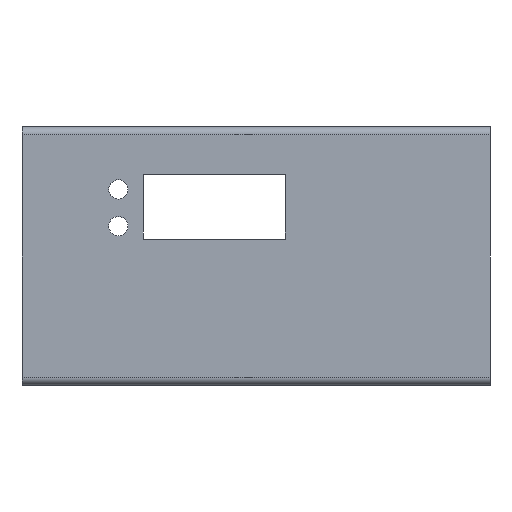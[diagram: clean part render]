
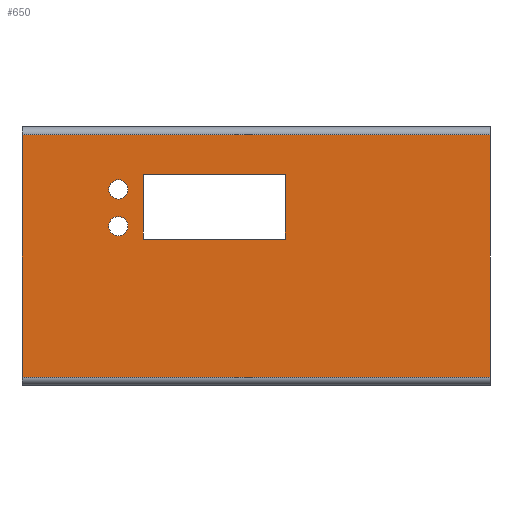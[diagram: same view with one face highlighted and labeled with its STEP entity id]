
A CAD part, front view. The second image highlights one B-rep face of the part: STEP entity #650.
In plain terms, the highlighted planar face has unit normal (0, -1, 0).
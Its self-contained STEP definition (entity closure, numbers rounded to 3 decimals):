
#18 = DIRECTION ( 'NONE',  ( 1., 0., 0. ) ) ;
#19 = EDGE_CURVE ( 'NONE', #1002, #645, #1228, .T. ) ;
#24 = DIRECTION ( 'NONE',  ( 0., 0., -1. ) ) ;
#34 = DIRECTION ( 'NONE',  ( 0., -1., 0. ) ) ;
#53 = EDGE_CURVE ( 'NONE', #409, #801, #320, .T. ) ;
#95 = CARTESIAN_POINT ( 'NONE',  ( -51., -1.2, -26.4 ) ) ;
#96 = VECTOR ( 'NONE', #949, 1000. ) ;
#154 = PLANE ( 'NONE',  #714 ) ;
#195 = CARTESIAN_POINT ( 'NONE',  ( 6.4, -1.2, 3.7 ) ) ;
#209 = VECTOR ( 'NONE', #579, 1000. ) ;
#219 = CARTESIAN_POINT ( 'NONE',  ( -30., -1.2, 14.5 ) ) ;
#224 = VERTEX_POINT ( 'NONE', #948 ) ;
#255 = VECTOR ( 'NONE', #380, 1000. ) ;
#267 = EDGE_CURVE ( 'NONE', #801, #1535, #1177, .T. ) ;
#278 = DIRECTION ( 'NONE',  ( 0., 0., -1. ) ) ;
#282 = EDGE_LOOP ( 'NONE', ( #511, #537 ) ) ;
#307 = CARTESIAN_POINT ( 'NONE',  ( -51., -1.2, 26.4 ) ) ;
#320 = LINE ( 'NONE', #427, #1418 ) ;
#336 = LINE ( 'NONE', #95, #952 ) ;
#350 = DIRECTION ( 'NONE',  ( 0., 0., -1. ) ) ;
#366 = ORIENTED_EDGE ( 'NONE', *, *, #996, .T. ) ;
#368 = LINE ( 'NONE', #631, #209 ) ;
#374 = EDGE_CURVE ( 'NONE', #1130, #624, #560, .T. ) ;
#380 = DIRECTION ( 'NONE',  ( 0., 0., 1. ) ) ;
#383 = VERTEX_POINT ( 'NONE', #982 ) ;
#409 = VERTEX_POINT ( 'NONE', #1237 ) ;
#419 = CARTESIAN_POINT ( 'NONE',  ( 6.4, -1.2, 3.7 ) ) ;
#427 = CARTESIAN_POINT ( 'NONE',  ( 6.4, -1.2, 17.7 ) ) ;
#444 = EDGE_LOOP ( 'NONE', ( #1329, #648, #1402, #1308 ) ) ;
#463 = CARTESIAN_POINT ( 'NONE',  ( -24.6, -1.2, 3.7 ) ) ;
#471 = EDGE_CURVE ( 'NONE', #898, #224, #368, .T. ) ;
#489 = CARTESIAN_POINT ( 'NONE',  ( -24.6, -1.2, 3.7 ) ) ;
#492 = VERTEX_POINT ( 'NONE', #307 ) ;
#508 = FACE_OUTER_BOUND ( 'NONE', #1423, .T. ) ;
#510 = DIRECTION ( 'NONE',  ( 0., -1., 0. ) ) ;
#511 = ORIENTED_EDGE ( 'NONE', *, *, #374, .F. ) ;
#535 = ORIENTED_EDGE ( 'NONE', *, *, #601, .T. ) ;
#537 = ORIENTED_EDGE ( 'NONE', *, *, #1501, .F. ) ;
#543 = EDGE_CURVE ( 'NONE', #1420, #409, #793, .T. ) ;
#548 = DIRECTION ( 'NONE',  ( -1., 0., 0. ) ) ;
#554 = CIRCLE ( 'NONE', #1332, 2.1 ) ;
#560 = CIRCLE ( 'NONE', #1219, 2.1 ) ;
#561 = ORIENTED_EDGE ( 'NONE', *, *, #19, .F. ) ;
#579 = DIRECTION ( 'NONE',  ( 0., 0., -1. ) ) ;
#585 = EDGE_CURVE ( 'NONE', #645, #1002, #554, .T. ) ;
#590 = DIRECTION ( 'NONE',  ( 1., 0., 0. ) ) ;
#592 = ORIENTED_EDGE ( 'NONE', *, *, #585, .F. ) ;
#601 = EDGE_CURVE ( 'NONE', #898, #492, #1488, .T. ) ;
#611 = AXIS2_PLACEMENT_3D ( 'NONE', #763, #34, #1029 ) ;
#623 = EDGE_CURVE ( 'NONE', #1535, #1420, #791, .T. ) ;
#624 = VERTEX_POINT ( 'NONE', #1023 ) ;
#626 = DIRECTION ( 'NONE',  ( -1., 0., 0. ) ) ;
#631 = CARTESIAN_POINT ( 'NONE',  ( 51., -1.2, 27. ) ) ;
#645 = VERTEX_POINT ( 'NONE', #1255 ) ;
#648 = ORIENTED_EDGE ( 'NONE', *, *, #53, .F. ) ;
#650 = ADVANCED_FACE ( 'NONE', ( #974, #1142, #653, #508 ), #154, .T. ) ;
#653 = FACE_BOUND ( 'NONE', #282, .T. ) ;
#714 = AXIS2_PLACEMENT_3D ( 'NONE', #1016, #510, #278 ) ;
#763 = CARTESIAN_POINT ( 'NONE',  ( -30., -1.2, 6.5 ) ) ;
#791 = LINE ( 'NONE', #419, #1371 ) ;
#793 = LINE ( 'NONE', #1234, #255 ) ;
#801 = VERTEX_POINT ( 'NONE', #1278 ) ;
#820 = CARTESIAN_POINT ( 'NONE',  ( -51., -1.2, 27. ) ) ;
#840 = CARTESIAN_POINT ( 'NONE',  ( -30., -1.2, 14.5 ) ) ;
#850 = CARTESIAN_POINT ( 'NONE',  ( 51., -1.2, 26.4 ) ) ;
#864 = VECTOR ( 'NONE', #1444, 1000. ) ;
#898 = VERTEX_POINT ( 'NONE', #1430 ) ;
#905 = EDGE_CURVE ( 'NONE', #383, #492, #1300, .T. ) ;
#941 = ORIENTED_EDGE ( 'NONE', *, *, #471, .F. ) ;
#948 = CARTESIAN_POINT ( 'NONE',  ( 51., -1.2, -26.4 ) ) ;
#949 = DIRECTION ( 'NONE',  ( 0., 0., 1. ) ) ;
#952 = VECTOR ( 'NONE', #590, 1000. ) ;
#974 = FACE_BOUND ( 'NONE', #444, .T. ) ;
#982 = CARTESIAN_POINT ( 'NONE',  ( -51., -1.2, -26.4 ) ) ;
#986 = CARTESIAN_POINT ( 'NONE',  ( -30., -1.2, 8.6 ) ) ;
#996 = EDGE_CURVE ( 'NONE', #383, #224, #336, .T. ) ;
#1002 = VERTEX_POINT ( 'NONE', #986 ) ;
#1016 = CARTESIAN_POINT ( 'NONE',  ( 0., -1.2, 0. ) ) ;
#1023 = CARTESIAN_POINT ( 'NONE',  ( -30., -1.2, 16.6 ) ) ;
#1029 = DIRECTION ( 'NONE',  ( 0., 0., -1. ) ) ;
#1049 = CIRCLE ( 'NONE', #1286, 2.1 ) ;
#1099 = DIRECTION ( 'NONE',  ( 0., 0., -1. ) ) ;
#1104 = DIRECTION ( 'NONE',  ( 0., -1., 0. ) ) ;
#1130 = VERTEX_POINT ( 'NONE', #1245 ) ;
#1142 = FACE_BOUND ( 'NONE', #1435, .T. ) ;
#1177 = LINE ( 'NONE', #463, #864 ) ;
#1207 = ORIENTED_EDGE ( 'NONE', *, *, #905, .F. ) ;
#1219 = AXIS2_PLACEMENT_3D ( 'NONE', #840, #1226, #1099 ) ;
#1225 = CARTESIAN_POINT ( 'NONE',  ( -30., -1.2, 6.5 ) ) ;
#1226 = DIRECTION ( 'NONE',  ( 0., -1., 0. ) ) ;
#1228 = CIRCLE ( 'NONE', #611, 2.1 ) ;
#1234 = CARTESIAN_POINT ( 'NONE',  ( 6.4, -1.2, 3.7 ) ) ;
#1237 = CARTESIAN_POINT ( 'NONE',  ( 6.4, -1.2, 17.7 ) ) ;
#1245 = CARTESIAN_POINT ( 'NONE',  ( -30., -1.2, 12.4 ) ) ;
#1255 = CARTESIAN_POINT ( 'NONE',  ( -30., -1.2, 4.4 ) ) ;
#1278 = CARTESIAN_POINT ( 'NONE',  ( -24.6, -1.2, 17.7 ) ) ;
#1286 = AXIS2_PLACEMENT_3D ( 'NONE', #219, #1104, #350 ) ;
#1300 = LINE ( 'NONE', #820, #96 ) ;
#1308 = ORIENTED_EDGE ( 'NONE', *, *, #623, .F. ) ;
#1329 = ORIENTED_EDGE ( 'NONE', *, *, #267, .F. ) ;
#1332 = AXIS2_PLACEMENT_3D ( 'NONE', #1225, #1348, #24 ) ;
#1348 = DIRECTION ( 'NONE',  ( 0., -1., 0. ) ) ;
#1371 = VECTOR ( 'NONE', #18, 1000. ) ;
#1402 = ORIENTED_EDGE ( 'NONE', *, *, #543, .F. ) ;
#1418 = VECTOR ( 'NONE', #548, 1000. ) ;
#1420 = VERTEX_POINT ( 'NONE', #195 ) ;
#1423 = EDGE_LOOP ( 'NONE', ( #1207, #366, #941, #535 ) ) ;
#1430 = CARTESIAN_POINT ( 'NONE',  ( 51., -1.2, 26.4 ) ) ;
#1435 = EDGE_LOOP ( 'NONE', ( #592, #561 ) ) ;
#1444 = DIRECTION ( 'NONE',  ( 0., 0., -1. ) ) ;
#1488 = LINE ( 'NONE', #850, #1576 ) ;
#1501 = EDGE_CURVE ( 'NONE', #624, #1130, #1049, .T. ) ;
#1535 = VERTEX_POINT ( 'NONE', #489 ) ;
#1576 = VECTOR ( 'NONE', #626, 1000. ) ;
